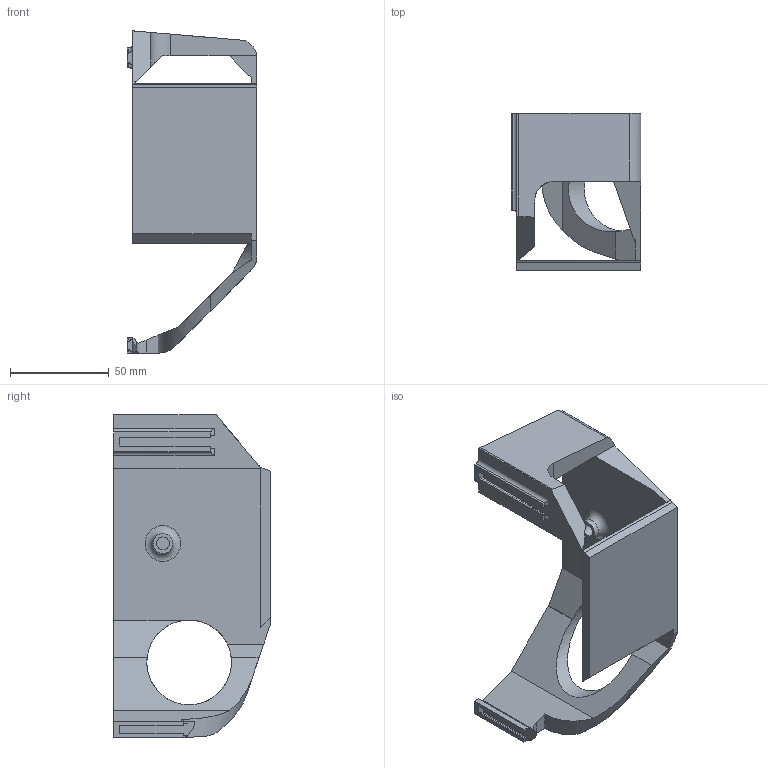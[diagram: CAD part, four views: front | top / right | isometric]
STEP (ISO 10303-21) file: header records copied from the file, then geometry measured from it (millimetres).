
FILE_DESCRIPTION(/* description */ (''),/* implementation_level */ '2;1');
FILE_NAME(/* name */ '',/* time_stamp */ '2024-09-24T19:31:34+03:00',/* author */ ('Phantom'),/* organization */ (''),/* preprocessor_version */ 'ST-DEVELOPER v20',/* originating_system */ 'Autodesk Inventor 2025',/* authorisation */ '');
FILE_SCHEMA (('AUTOMOTIVE_DESIGN { 1 0 10303 214 3 1 1 }'));
Length unit declared in the file: millimetre
Products named in the file (1): крепл для колёс 
встав часть
Bounding box: 65.75 x 79.28 x 162.94 mm (x, y, z)
Volume: 100690.1 mm3; surface area: 44853.9 mm2
Topology: 1 solids, 1 shells, 77 faces, 237 edges, 169 vertices
Faces by surface type: plane 52, cylinder 22, bspline 2, torus 1
Full cylindrical faces by diameter (mm): 6.5 x1, 10 x1
Entity records: 2856 total; most frequent: CARTESIAN_POINT 677, ORIENTED_EDGE 460, DIRECTION 424, EDGE_CURVE 230, LINE 158, VECTOR 158, VERTEX_POINT 153, AXIS2_PLACEMENT_3D 133
